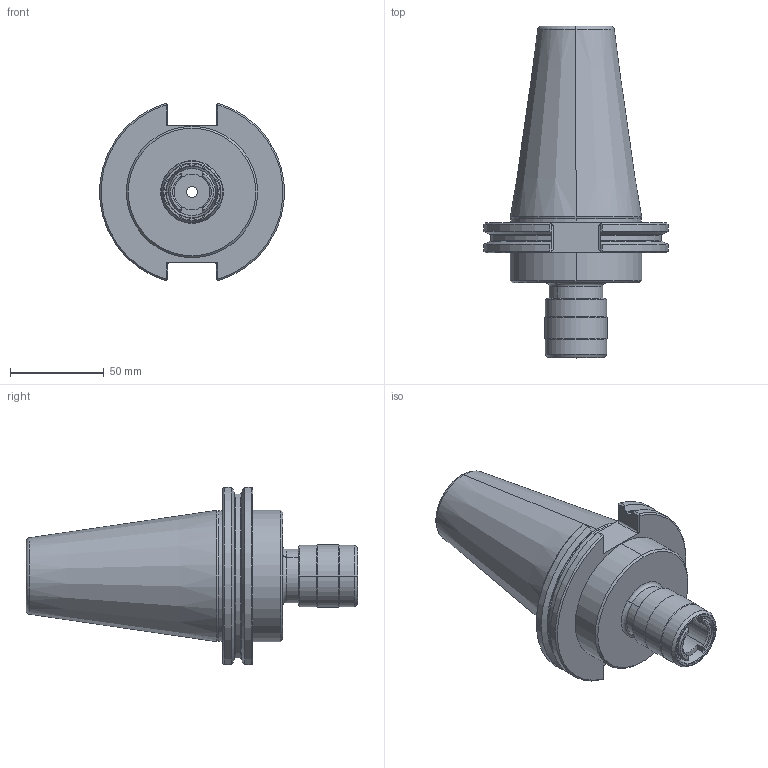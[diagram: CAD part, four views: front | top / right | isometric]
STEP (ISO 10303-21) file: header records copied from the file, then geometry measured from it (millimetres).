
FILE_DESCRIPTION((''),'2;1');
FILE_NAME('21480-50CAT_SW0001','2019-05-27T',('046'),(''),'CREO PARAMETRIC BY PTC INC, 2016260','CREO PARAMETRIC BY PTC INC, 2016260','');
FILE_SCHEMA(('CONFIG_CONTROL_DESIGN'));
Length unit declared in the file: millimetre
Products named in the file (1): 21480-50CAT_SW0001
Bounding box: 98.06 x 176.6 x 94.4 mm (x, y, z)
Volume: 402680.5 mm3; surface area: 54341.6 mm2
Topology: 1 solids, 1 shells, 136 faces, 344 edges, 215 vertices
Faces by surface type: plane 50, cylinder 36, cone 32, torus 18
Entity records: 4339 total; most frequent: CARTESIAN_POINT 1066, ORIENTED_EDGE 684, DIRECTION 672, EDGE_CURVE 342, AXIS2_PLACEMENT_3D 262, VERTEX_POINT 215, VECTOR 148, LINE 148
